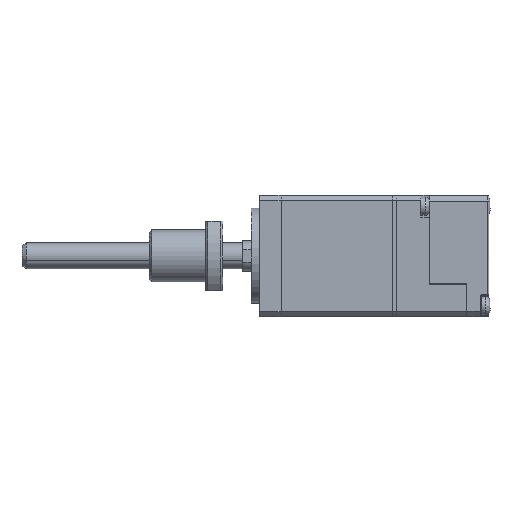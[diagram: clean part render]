
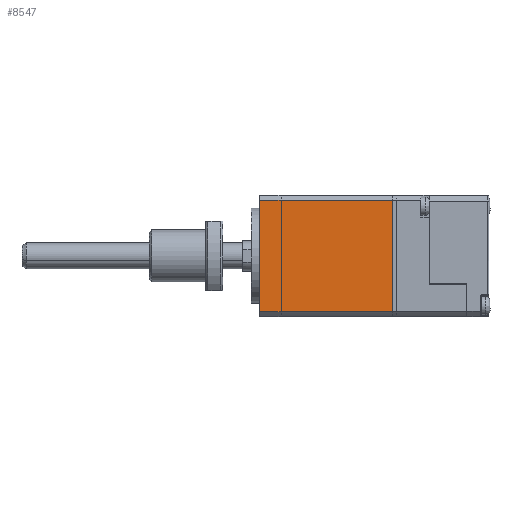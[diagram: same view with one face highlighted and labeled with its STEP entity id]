
A CAD part, left-side view. The second image highlights one B-rep face of the part: STEP entity #8547.
In plain terms, the highlighted planar face has unit normal (-1, 0, 0).
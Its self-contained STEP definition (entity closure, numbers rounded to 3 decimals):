
#260 = DIRECTION ( 'NONE',  ( 0., -1., 0. ) ) ;
#584 = ORIENTED_EDGE ( 'NONE', *, *, #14192, .F. ) ;
#1139 = CARTESIAN_POINT ( 'NONE',  ( -26.711, -0.974, 32.445 ) ) ;
#1313 = ORIENTED_EDGE ( 'NONE', *, *, #6897, .T. ) ;
#2196 = ORIENTED_EDGE ( 'NONE', *, *, #11350, .T. ) ;
#2290 = VERTEX_POINT ( 'NONE', #13627 ) ;
#2562 = PLANE ( 'NONE',  #3385 ) ;
#2671 = CARTESIAN_POINT ( 'NONE',  ( -26.711, -0.974, 32.445 ) ) ;
#2829 = CARTESIAN_POINT ( 'NONE',  ( -26.711, -31.654, 32.445 ) ) ;
#2997 = LINE ( 'NONE', #2829, #15714 ) ;
#3385 = AXIS2_PLACEMENT_3D ( 'NONE', #2671, #13803, #3965 ) ;
#3965 = DIRECTION ( 'NONE',  ( 0., 0., -1. ) ) ;
#4665 = DIRECTION ( 'NONE',  ( 0., 0., -1. ) ) ;
#4720 = CARTESIAN_POINT ( 'NONE',  ( -26.711, -0.974, 32.445 ) ) ;
#4859 = DIRECTION ( 'NONE',  ( 0., -1., 0. ) ) ;
#5134 = CARTESIAN_POINT ( 'NONE',  ( -26.711, -0.974, 32.445 ) ) ;
#5136 = LINE ( 'NONE', #9812, #14556 ) ;
#5466 = VERTEX_POINT ( 'NONE', #1139 ) ;
#6304 = CARTESIAN_POINT ( 'NONE',  ( -26.711, -0.974, 6.755 ) ) ;
#6897 = EDGE_CURVE ( 'NONE', #5466, #11436, #12854, .T. ) ;
#7167 = CARTESIAN_POINT ( 'NONE',  ( -26.711, -31.654, 6.755 ) ) ;
#8468 = VERTEX_POINT ( 'NONE', #7167 ) ;
#8547 = ADVANCED_FACE ( 'NONE', ( #10580 ), #2562, .T. ) ;
#8959 = LINE ( 'NONE', #5134, #14011 ) ;
#9173 = DIRECTION ( 'NONE',  ( 0., 0., -1. ) ) ;
#9556 = EDGE_CURVE ( 'NONE', #5466, #2290, #8959, .T. ) ;
#9812 = CARTESIAN_POINT ( 'NONE',  ( -26.711, -0.974, 6.755 ) ) ;
#10580 = FACE_OUTER_BOUND ( 'NONE', #14811, .T. ) ;
#11164 = VECTOR ( 'NONE', #4665, 1000. ) ;
#11350 = EDGE_CURVE ( 'NONE', #11436, #8468, #5136, .T. ) ;
#11436 = VERTEX_POINT ( 'NONE', #6304 ) ;
#12854 = LINE ( 'NONE', #4720, #11164 ) ;
#12952 = ORIENTED_EDGE ( 'NONE', *, *, #9556, .F. ) ;
#13627 = CARTESIAN_POINT ( 'NONE',  ( -26.711, -31.654, 32.445 ) ) ;
#13803 = DIRECTION ( 'NONE',  ( -1., 0., 0. ) ) ;
#14011 = VECTOR ( 'NONE', #260, 1000. ) ;
#14192 = EDGE_CURVE ( 'NONE', #2290, #8468, #2997, .T. ) ;
#14556 = VECTOR ( 'NONE', #4859, 1000. ) ;
#14811 = EDGE_LOOP ( 'NONE', ( #584, #12952, #1313, #2196 ) ) ;
#15714 = VECTOR ( 'NONE', #9173, 1000. ) ;
